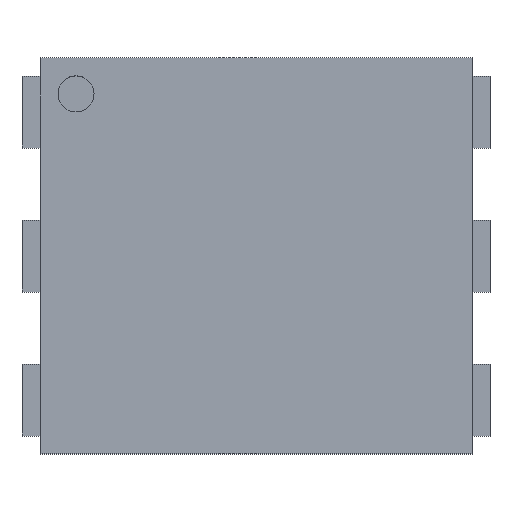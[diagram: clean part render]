
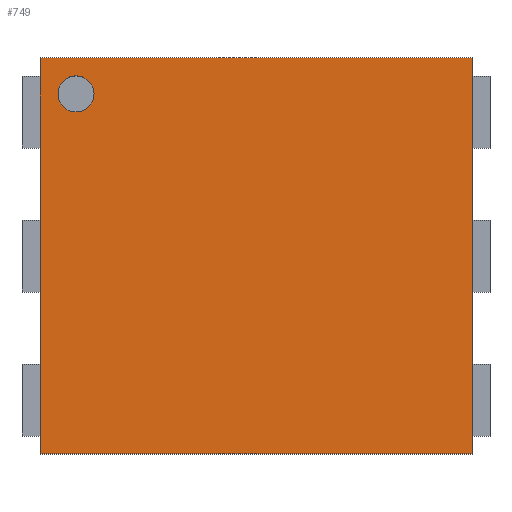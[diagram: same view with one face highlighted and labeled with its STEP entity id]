
A CAD part, top view. The second image highlights one B-rep face of the part: STEP entity #749.
In plain terms, the highlighted planar face has unit normal (0, 0, 1).
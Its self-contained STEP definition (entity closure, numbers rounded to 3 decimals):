
#13=DIRECTION('',(0.,0.,1.));
#148=VECTOR('',#149,1.);
#149=DIRECTION('',(0.,-1.,0.));
#155=VECTOR('',#156,1.);
#156=DIRECTION('',(1.,0.,0.));
#295=VERTEX_POINT('',#296);
#296=CARTESIAN_POINT('',(0.6,0.55,0.4));
#299=EDGE_CURVE('',#295,#300,#302,.T.);
#300=VERTEX_POINT('',#301);
#301=CARTESIAN_POINT('',(0.6,-0.55,0.4));
#302=LINE('',#296,#148);
#356=VERTEX_POINT('',#357);
#357=CARTESIAN_POINT('',(-0.6,0.55,0.4));
#360=ORIENTED_EDGE('',*,*,#361,.F.);
#361=EDGE_CURVE('',#356,#295,#362,.T.);
#362=LINE('',#357,#155);
#370=ORIENTED_EDGE('',*,*,#371,.T.);
#371=EDGE_CURVE('',#356,#372,#374,.T.);
#372=VERTEX_POINT('',#373);
#373=CARTESIAN_POINT('',(-0.6,-0.55,0.4));
#374=LINE('',#357,#148);
#745=EDGE_CURVE('',#372,#300,#746,.T.);
#746=LINE('',#373,#155);
#749=ADVANCED_FACE('',(#750,#754),#764,.T.);
#750=FACE_BOUND('',#751,.T.);
#751=EDGE_LOOP('',(#360,#370,#752,#753));
#752=ORIENTED_EDGE('',*,*,#745,.T.);
#753=ORIENTED_EDGE('',*,*,#299,.F.);
#754=FACE_BOUND('',#755,.T.);
#755=EDGE_LOOP('',(#756));
#756=ORIENTED_EDGE('',*,*,#757,.T.);
#757=EDGE_CURVE('',#758,#758,#760,.T.);
#758=VERTEX_POINT('',#759);
#759=CARTESIAN_POINT('',(-0.5,0.4,0.4));
#760=CIRCLE('',#761,0.05);
#761=AXIS2_PLACEMENT_3D('',#762,#763,#149);
#762=CARTESIAN_POINT('',(-0.5,0.45,0.4));
#763=DIRECTION('',(0.,0.,-1.));
#764=PLANE('',#765);
#765=AXIS2_PLACEMENT_3D('',#357,#13,#149);
